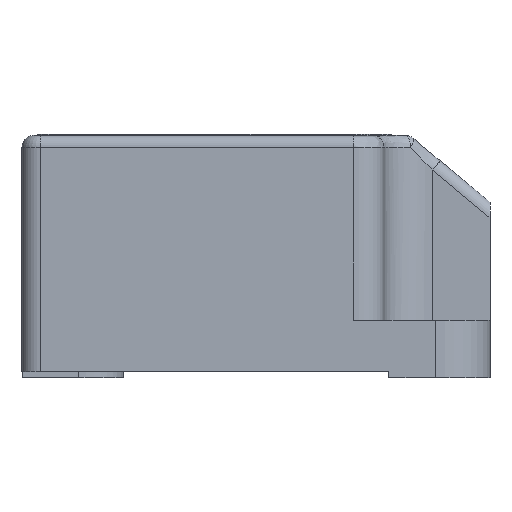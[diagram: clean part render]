
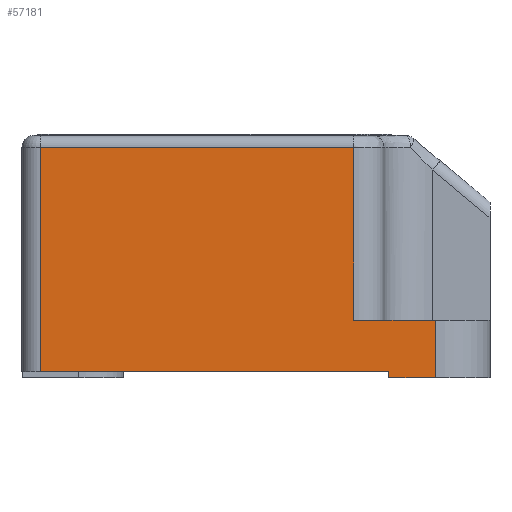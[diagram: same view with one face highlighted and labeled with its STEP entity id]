
A CAD part, left-side view. The second image highlights one B-rep face of the part: STEP entity #57181.
In plain terms, the highlighted planar face has unit normal (-1, 0, 0).
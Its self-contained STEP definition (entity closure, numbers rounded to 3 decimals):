
#3288 = LINE ( 'NONE', #3320, #36564 ) ;
#3320 = CARTESIAN_POINT ( 'NONE',  ( -22.375, -10.95, 0. ) ) ;
#3322 = DIRECTION ( 'NONE',  ( 0., 0., -1. ) ) ;
#5299 = PLANE ( 'NONE',  #41510 ) ;
#5314 = FACE_OUTER_BOUND ( 'NONE', #34585, .T. ) ;
#5323 = CARTESIAN_POINT ( 'NONE',  ( -22.375, -19.3, 0. ) ) ;
#5324 = DIRECTION ( 'NONE',  ( -1., 0., 0. ) ) ;
#5325 = DIRECTION ( 'NONE',  ( 0., 0., 1. ) ) ;
#6707 = VERTEX_POINT ( 'NONE', #62268 ) ;
#6959 = VERTEX_POINT ( 'NONE', #46179 ) ;
#6979 = VERTEX_POINT ( 'NONE', #46208 ) ;
#6992 = VERTEX_POINT ( 'NONE', #46232 ) ;
#7025 = VERTEX_POINT ( 'NONE', #46269 ) ;
#7052 = VERTEX_POINT ( 'NONE', #46306 ) ;
#7093 = VERTEX_POINT ( 'NONE', #46358 ) ;
#7099 = VERTEX_POINT ( 'NONE', #46364 ) ;
#10371 = LINE ( 'NONE', #10374, #44455 ) ;
#10374 = CARTESIAN_POINT ( 'NONE',  ( -22.375, -19.3, 4.75 ) ) ;
#10377 = DIRECTION ( 'NONE',  ( 0., 1., 0. ) ) ;
#10666 = CARTESIAN_POINT ( 'NONE',  ( -22.375, -9.65, 19. ) ) ;
#10668 = LINE ( 'NONE', #10666, #44493 ) ;
#10679 = DIRECTION ( 'NONE',  ( 0., -1., 0. ) ) ;
#10959 = LINE ( 'NONE', #10961, #44563 ) ;
#10961 = CARTESIAN_POINT ( 'NONE',  ( -22.375, -14.8, 0. ) ) ;
#10962 = DIRECTION ( 'NONE',  ( 0., 0., 1. ) ) ;
#34585 = EDGE_LOOP ( 'NONE', ( #58887, #58886, #58885, #59257, #59265, #58770, #59516, #58918 ) ) ;
#36564 = VECTOR ( 'NONE', #3322, 1000. ) ;
#40159 = LINE ( 'NONE', #40160, #44632 ) ;
#40160 = CARTESIAN_POINT ( 'NONE',  ( -22.375, -19.3, 0.5 ) ) ;
#40161 = DIRECTION ( 'NONE',  ( 0., -1., 0. ) ) ;
#40250 = LINE ( 'NONE', #40251, #44667 ) ;
#40251 = CARTESIAN_POINT ( 'NONE',  ( -22.375, 17.8, 0. ) ) ;
#40252 = DIRECTION ( 'NONE',  ( 0., 0., -1. ) ) ;
#40264 = CARTESIAN_POINT ( 'NONE',  ( -22.375, -19.3, 0. ) ) ;
#40274 = LINE ( 'NONE', #40264, #44663 ) ;
#40278 = DIRECTION ( 'NONE',  ( 0., -1., 0. ) ) ;
#40461 = LINE ( 'NONE', #40470, #44748 ) ;
#40470 = CARTESIAN_POINT ( 'NONE',  ( -22.375, -8.05, 10. ) ) ;
#40471 = DIRECTION ( 'NONE',  ( 0., 0., -1. ) ) ;
#40690 = EDGE_CURVE ( 'NONE', #7099, #6992, #10371, .T. ) ;
#40721 = EDGE_CURVE ( 'NONE', #7025, #6959, #10668, .T. ) ;
#40818 = EDGE_CURVE ( 'NONE', #7093, #7099, #10959, .T. ) ;
#41351 = EDGE_CURVE ( 'NONE', #6707, #6979, #40159, .T. ) ;
#41510 = AXIS2_PLACEMENT_3D ( 'NONE', #5323, #5324, #5325 ) ;
#41580 = EDGE_CURVE ( 'NONE', #7025, #6707, #40250, .T. ) ;
#41634 = EDGE_CURVE ( 'NONE', #7052, #7093, #40274, .T. ) ;
#42354 = EDGE_CURVE ( 'NONE', #6959, #6992, #40461, .T. ) ;
#44455 = VECTOR ( 'NONE', #10377, 1000. ) ;
#44493 = VECTOR ( 'NONE', #10679, 1000. ) ;
#44563 = VECTOR ( 'NONE', #10962, 1000. ) ;
#44632 = VECTOR ( 'NONE', #40161, 1000. ) ;
#44663 = VECTOR ( 'NONE', #40278, 1000. ) ;
#44667 = VECTOR ( 'NONE', #40252, 1000. ) ;
#44748 = VECTOR ( 'NONE', #40471, 1000. ) ;
#46179 = CARTESIAN_POINT ( 'NONE',  ( -22.375, -8.05, 19. ) ) ;
#46208 = CARTESIAN_POINT ( 'NONE',  ( -22.375, -10.95, 0.5 ) ) ;
#46232 = CARTESIAN_POINT ( 'NONE',  ( -22.375, -8.05, 4.75 ) ) ;
#46269 = CARTESIAN_POINT ( 'NONE',  ( -22.375, 17.8, 19. ) ) ;
#46306 = CARTESIAN_POINT ( 'NONE',  ( -22.375, -10.95, 0. ) ) ;
#46358 = CARTESIAN_POINT ( 'NONE',  ( -22.375, -14.8, 0. ) ) ;
#46364 = CARTESIAN_POINT ( 'NONE',  ( -22.375, -14.8, 4.75 ) ) ;
#57181 = ADVANCED_FACE ( 'NONE', ( #5314 ), #5299, .T. ) ;
#57400 = EDGE_CURVE ( 'NONE', #6979, #7052, #3288, .T. ) ;
#58770 = ORIENTED_EDGE ( 'NONE', *, *, #40690, .T. ) ;
#58885 = ORIENTED_EDGE ( 'NONE', *, *, #57400, .T. ) ;
#58886 = ORIENTED_EDGE ( 'NONE', *, *, #41351, .T. ) ;
#58887 = ORIENTED_EDGE ( 'NONE', *, *, #41580, .T. ) ;
#58918 = ORIENTED_EDGE ( 'NONE', *, *, #40721, .F. ) ;
#59257 = ORIENTED_EDGE ( 'NONE', *, *, #41634, .T. ) ;
#59265 = ORIENTED_EDGE ( 'NONE', *, *, #40818, .T. ) ;
#59516 = ORIENTED_EDGE ( 'NONE', *, *, #42354, .F. ) ;
#62268 = CARTESIAN_POINT ( 'NONE',  ( -22.375, 17.8, 0.5 ) ) ;
